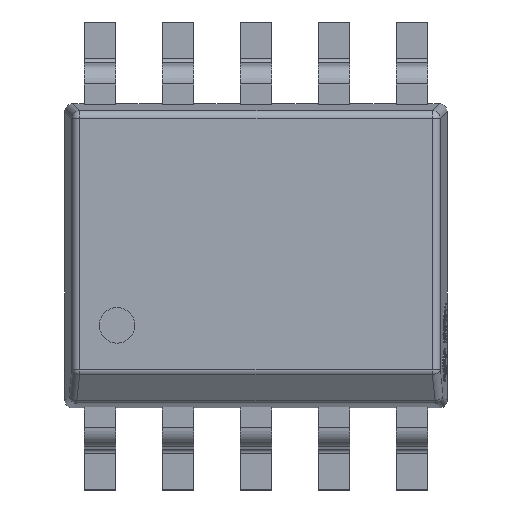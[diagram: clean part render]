
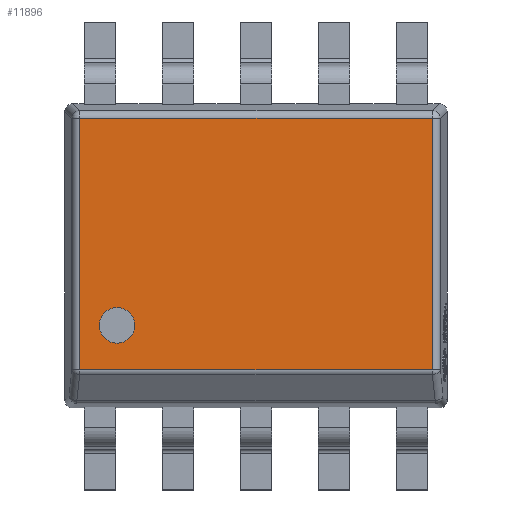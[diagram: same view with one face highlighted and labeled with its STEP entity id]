
A CAD part, top view. The second image highlights one B-rep face of the part: STEP entity #11896.
In plain terms, the highlighted planar face has unit normal (0, 0, 1).
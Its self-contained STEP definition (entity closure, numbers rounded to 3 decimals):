
#301 = LINE ( 'NONE', #4893, #4414 ) ;
#670 = ORIENTED_EDGE ( 'NONE', *, *, #8788, .T. ) ;
#711 = CARTESIAN_POINT ( 'NONE',  ( -1.782, -0.892, 0.725 ) ) ;
#1230 = ORIENTED_EDGE ( 'NONE', *, *, #17467, .T. ) ;
#1281 = CARTESIAN_POINT ( 'NONE',  ( 2.261, 1.761, 0.725 ) ) ;
#1894 = DIRECTION ( 'NONE',  ( 1., 0., 0. ) ) ;
#2126 = LINE ( 'NONE', #5073, #16436 ) ;
#3062 = EDGE_CURVE ( 'NONE', #10526, #16688, #301, .T. ) ;
#3079 = CARTESIAN_POINT ( 'NONE',  ( -1.555, -0.892, 0.725 ) ) ;
#3143 = DIRECTION ( 'NONE',  ( 0., 0., 1. ) ) ;
#3240 = CIRCLE ( 'NONE', #5717, 0.227 ) ;
#3372 = DIRECTION ( 'NONE',  ( 0., 0., 1. ) ) ;
#3461 = FACE_OUTER_BOUND ( 'NONE', #8501, .T. ) ;
#3781 = VERTEX_POINT ( 'NONE', #3079 ) ;
#4277 = CARTESIAN_POINT ( 'NONE',  ( -2.261, 1.761, 0.725 ) ) ;
#4414 = VECTOR ( 'NONE', #12337, 1000. ) ;
#4837 = AXIS2_PLACEMENT_3D ( 'NONE', #16915, #3372, #1894 ) ;
#4893 = CARTESIAN_POINT ( 'NONE',  ( -2.348, 1.761, 0.725 ) ) ;
#5073 = CARTESIAN_POINT ( 'NONE',  ( -2.261, -1.496, 0.725 ) ) ;
#5494 = EDGE_LOOP ( 'NONE', ( #12339, #14187 ) ) ;
#5717 = AXIS2_PLACEMENT_3D ( 'NONE', #16313, #3143, #14958 ) ;
#5888 = CIRCLE ( 'NONE', #17671, 0.227 ) ;
#6470 = VECTOR ( 'NONE', #11348, 1000. ) ;
#7348 = LINE ( 'NONE', #15865, #6470 ) ;
#7729 = VERTEX_POINT ( 'NONE', #13267 ) ;
#7865 = VECTOR ( 'NONE', #11098, 1000. ) ;
#8501 = EDGE_LOOP ( 'NONE', ( #16068, #670, #1230, #9510 ) ) ;
#8788 = EDGE_CURVE ( 'NONE', #12148, #12302, #13830, .T. ) ;
#9510 = ORIENTED_EDGE ( 'NONE', *, *, #3062, .T. ) ;
#9519 = EDGE_CURVE ( 'NONE', #16688, #12148, #2126, .T. ) ;
#10526 = VERTEX_POINT ( 'NONE', #1281 ) ;
#10989 = DIRECTION ( 'NONE',  ( 0., -1., 0. ) ) ;
#11098 = DIRECTION ( 'NONE',  ( 1., 0., 0. ) ) ;
#11348 = DIRECTION ( 'NONE',  ( 0., 1., 0. ) ) ;
#11505 = DIRECTION ( 'NONE',  ( 1., 0., 0. ) ) ;
#11896 = ADVANCED_FACE ( 'NONE', ( #3461, #18201 ), #13849, .T. ) ;
#12148 = VERTEX_POINT ( 'NONE', #12456 ) ;
#12302 = VERTEX_POINT ( 'NONE', #14860 ) ;
#12337 = DIRECTION ( 'NONE',  ( -1., 0., 0. ) ) ;
#12339 = ORIENTED_EDGE ( 'NONE', *, *, #14189, .F. ) ;
#12456 = CARTESIAN_POINT ( 'NONE',  ( -2.261, -1.462, 0.725 ) ) ;
#13267 = CARTESIAN_POINT ( 'NONE',  ( -2.009, -0.892, 0.725 ) ) ;
#13830 = LINE ( 'NONE', #16892, #7865 ) ;
#13849 = PLANE ( 'NONE',  #4837 ) ;
#14187 = ORIENTED_EDGE ( 'NONE', *, *, #16890, .F. ) ;
#14189 = EDGE_CURVE ( 'NONE', #3781, #7729, #3240, .T. ) ;
#14860 = CARTESIAN_POINT ( 'NONE',  ( 2.261, -1.462, 0.725 ) ) ;
#14958 = DIRECTION ( 'NONE',  ( 1., 0., 0. ) ) ;
#15541 = DIRECTION ( 'NONE',  ( 0., 0., 1. ) ) ;
#15865 = CARTESIAN_POINT ( 'NONE',  ( 2.261, 1.848, 0.725 ) ) ;
#16068 = ORIENTED_EDGE ( 'NONE', *, *, #9519, .T. ) ;
#16313 = CARTESIAN_POINT ( 'NONE',  ( -1.782, -0.892, 0.725 ) ) ;
#16436 = VECTOR ( 'NONE', #10989, 1000. ) ;
#16688 = VERTEX_POINT ( 'NONE', #4277 ) ;
#16890 = EDGE_CURVE ( 'NONE', #7729, #3781, #5888, .T. ) ;
#16892 = CARTESIAN_POINT ( 'NONE',  ( 0., -1.462, 0.725 ) ) ;
#16915 = CARTESIAN_POINT ( 'NONE',  ( 0., 0., 0.725 ) ) ;
#17467 = EDGE_CURVE ( 'NONE', #12302, #10526, #7348, .T. ) ;
#17671 = AXIS2_PLACEMENT_3D ( 'NONE', #711, #15541, #11505 ) ;
#18201 = FACE_BOUND ( 'NONE', #5494, .T. ) ;
